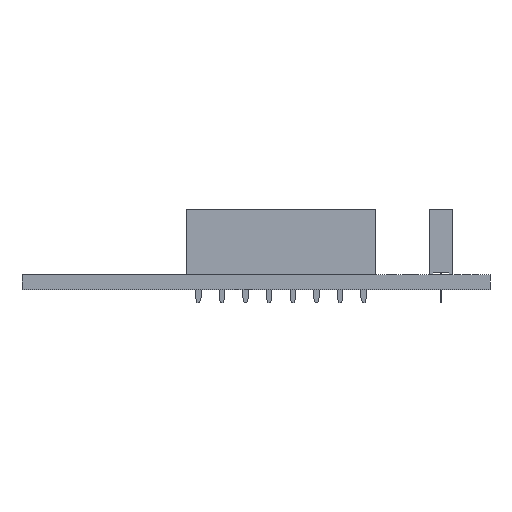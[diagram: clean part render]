
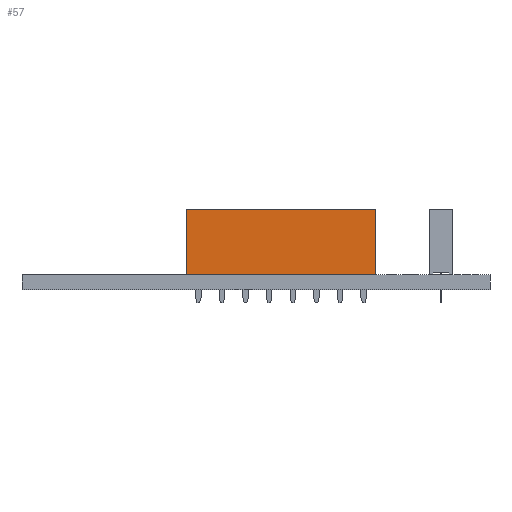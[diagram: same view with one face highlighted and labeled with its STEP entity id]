
A CAD part, left-side view. The second image highlights one B-rep face of the part: STEP entity #57.
In plain terms, the highlighted free-form (B-spline) face has degree [1, 1] with [2, 2] control points.
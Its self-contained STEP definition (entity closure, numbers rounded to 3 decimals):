
#57 = ADVANCED_FACE('',(#58),#71,.F.);
#58 = FACE_BOUND('',#59,.F.);
#59 = EDGE_LOOP('',(#60,#92,#117,#142));
#60 = ORIENTED_EDGE('',*,*,#61,.T.);
#61 = EDGE_CURVE('',#62,#64,#66,.T.);
#62 = VERTEX_POINT('',#63);
#63 = CARTESIAN_POINT('',(1.27,-19.05,0.));
#64 = VERTEX_POINT('',#65);
#65 = CARTESIAN_POINT('',(1.27,-19.05,7.));
#66 = SURFACE_CURVE('',#67,(#70,#81),.PCURVE_S1.);
#67 = B_SPLINE_CURVE_WITH_KNOTS('',1,(#68,#69),.UNSPECIFIED.,.F.,.F.,(2,
    2),(0.,7.),.PIECEWISE_BEZIER_KNOTS.);
#68 = CARTESIAN_POINT('',(1.27,-19.05,0.));
#69 = CARTESIAN_POINT('',(1.27,-19.05,7.));
#70 = PCURVE('',#71,#76);
#71 = B_SPLINE_SURFACE_WITH_KNOTS('',1,1,(
    (#72,#73)
    ,(#74,#75
    )),.UNSPECIFIED.,.F.,.F.,.F.,(2,2),(2,2),(0.,20.32),(-7.,0.),
  .PIECEWISE_BEZIER_KNOTS.);
#72 = CARTESIAN_POINT('',(1.27,-19.05,7.));
#73 = CARTESIAN_POINT('',(1.27,-19.05,0.));
#74 = CARTESIAN_POINT('',(1.27,1.27,7.));
#75 = CARTESIAN_POINT('',(1.27,1.27,0.));
#76 = DEFINITIONAL_REPRESENTATION('',(#77),#80);
#77 = B_SPLINE_CURVE_WITH_KNOTS('',1,(#78,#79),.UNSPECIFIED.,.F.,.F.,(2,
    2),(0.,7.),.PIECEWISE_BEZIER_KNOTS.);
#78 = CARTESIAN_POINT('',(0.,0.));
#79 = CARTESIAN_POINT('',(0.,-7.));
#80 = ( GEOMETRIC_REPRESENTATION_CONTEXT(2) 
PARAMETRIC_REPRESENTATION_CONTEXT() REPRESENTATION_CONTEXT('2D SPACE',''
  ) );
#81 = PCURVE('',#82,#87);
#82 = B_SPLINE_SURFACE_WITH_KNOTS('',1,1,(
    (#83,#84)
    ,(#85,#86
  )),.UNSPECIFIED.,.F.,.F.,.F.,(2,2),(2,2),(0.,2.54),(-7.,0.),
  .PIECEWISE_BEZIER_KNOTS.);
#83 = CARTESIAN_POINT('',(-1.27,-19.05,7.));
#84 = CARTESIAN_POINT('',(-1.27,-19.05,0.));
#85 = CARTESIAN_POINT('',(1.27,-19.05,7.));
#86 = CARTESIAN_POINT('',(1.27,-19.05,0.));
#87 = DEFINITIONAL_REPRESENTATION('',(#88),#91);
#88 = B_SPLINE_CURVE_WITH_KNOTS('',1,(#89,#90),.UNSPECIFIED.,.F.,.F.,(2,
    2),(0.,7.),.PIECEWISE_BEZIER_KNOTS.);
#89 = CARTESIAN_POINT('',(2.54,0.));
#90 = CARTESIAN_POINT('',(2.54,-7.));
#91 = ( GEOMETRIC_REPRESENTATION_CONTEXT(2) 
PARAMETRIC_REPRESENTATION_CONTEXT() REPRESENTATION_CONTEXT('2D SPACE',''
  ) );
#92 = ORIENTED_EDGE('',*,*,#93,.T.);
#93 = EDGE_CURVE('',#64,#94,#96,.T.);
#94 = VERTEX_POINT('',#95);
#95 = CARTESIAN_POINT('',(1.27,1.27,7.));
#96 = SURFACE_CURVE('',#97,(#100,#106),.PCURVE_S1.);
#97 = B_SPLINE_CURVE_WITH_KNOTS('',1,(#98,#99),.UNSPECIFIED.,.F.,.F.,(2,
    2),(0.,20.32),.PIECEWISE_BEZIER_KNOTS.);
#98 = CARTESIAN_POINT('',(1.27,-19.05,7.));
#99 = CARTESIAN_POINT('',(1.27,1.27,7.));
#100 = PCURVE('',#71,#101);
#101 = DEFINITIONAL_REPRESENTATION('',(#102),#105);
#102 = B_SPLINE_CURVE_WITH_KNOTS('',1,(#103,#104),.UNSPECIFIED.,.F.,.F.,
  (2,2),(0.,20.32),.PIECEWISE_BEZIER_KNOTS.);
#103 = CARTESIAN_POINT('',(0.,-7.));
#104 = CARTESIAN_POINT('',(20.32,-7.));
#105 = ( GEOMETRIC_REPRESENTATION_CONTEXT(2) 
PARAMETRIC_REPRESENTATION_CONTEXT() REPRESENTATION_CONTEXT('2D SPACE',''
  ) );
#106 = PCURVE('',#107,#112);
#107 = B_SPLINE_SURFACE_WITH_KNOTS('',1,1,(
    (#108,#109)
    ,(#110,#111)),.UNSPECIFIED.,.F.,.F.,.F.,(2,2),(2,2),(-20.32,0.),(
    0.,2.54),.PIECEWISE_BEZIER_KNOTS.);
#108 = CARTESIAN_POINT('',(1.27,1.27,7.));
#109 = CARTESIAN_POINT('',(-1.27,1.27,7.));
#110 = CARTESIAN_POINT('',(1.27,-19.05,7.));
#111 = CARTESIAN_POINT('',(-1.27,-19.05,7.));
#112 = DEFINITIONAL_REPRESENTATION('',(#113),#116);
#113 = B_SPLINE_CURVE_WITH_KNOTS('',1,(#114,#115),.UNSPECIFIED.,.F.,.F.,
  (2,2),(0.,20.32),.PIECEWISE_BEZIER_KNOTS.);
#114 = CARTESIAN_POINT('',(0.,0.));
#115 = CARTESIAN_POINT('',(-20.32,0.));
#116 = ( GEOMETRIC_REPRESENTATION_CONTEXT(2) 
PARAMETRIC_REPRESENTATION_CONTEXT() REPRESENTATION_CONTEXT('2D SPACE',''
  ) );
#117 = ORIENTED_EDGE('',*,*,#118,.F.);
#118 = EDGE_CURVE('',#119,#94,#121,.T.);
#119 = VERTEX_POINT('',#120);
#120 = CARTESIAN_POINT('',(1.27,1.27,0.));
#121 = SURFACE_CURVE('',#122,(#125,#131),.PCURVE_S1.);
#122 = B_SPLINE_CURVE_WITH_KNOTS('',1,(#123,#124),.UNSPECIFIED.,.F.,.F.,
  (2,2),(0.,7.),.PIECEWISE_BEZIER_KNOTS.);
#123 = CARTESIAN_POINT('',(1.27,1.27,0.));
#124 = CARTESIAN_POINT('',(1.27,1.27,7.));
#125 = PCURVE('',#71,#126);
#126 = DEFINITIONAL_REPRESENTATION('',(#127),#130);
#127 = B_SPLINE_CURVE_WITH_KNOTS('',1,(#128,#129),.UNSPECIFIED.,.F.,.F.,
  (2,2),(0.,7.),.PIECEWISE_BEZIER_KNOTS.);
#128 = CARTESIAN_POINT('',(20.32,0.));
#129 = CARTESIAN_POINT('',(20.32,-7.));
#130 = ( GEOMETRIC_REPRESENTATION_CONTEXT(2) 
PARAMETRIC_REPRESENTATION_CONTEXT() REPRESENTATION_CONTEXT('2D SPACE',''
  ) );
#131 = PCURVE('',#132,#137);
#132 = B_SPLINE_SURFACE_WITH_KNOTS('',1,1,(
    (#133,#134)
    ,(#135,#136
    )),.UNSPECIFIED.,.F.,.F.,.F.,(2,2),(2,2),(0.,2.54),(-7.,0.),
  .PIECEWISE_BEZIER_KNOTS.);
#133 = CARTESIAN_POINT('',(1.27,1.27,7.));
#134 = CARTESIAN_POINT('',(1.27,1.27,0.));
#135 = CARTESIAN_POINT('',(-1.27,1.27,7.));
#136 = CARTESIAN_POINT('',(-1.27,1.27,0.));
#137 = DEFINITIONAL_REPRESENTATION('',(#138),#141);
#138 = B_SPLINE_CURVE_WITH_KNOTS('',1,(#139,#140),.UNSPECIFIED.,.F.,.F.,
  (2,2),(0.,7.),.PIECEWISE_BEZIER_KNOTS.);
#139 = CARTESIAN_POINT('',(0.,0.));
#140 = CARTESIAN_POINT('',(0.,-7.));
#141 = ( GEOMETRIC_REPRESENTATION_CONTEXT(2) 
PARAMETRIC_REPRESENTATION_CONTEXT() REPRESENTATION_CONTEXT('2D SPACE',''
  ) );
#142 = ORIENTED_EDGE('',*,*,#143,.F.);
#143 = EDGE_CURVE('',#62,#119,#144,.T.);
#144 = SURFACE_CURVE('',#145,(#148,#154),.PCURVE_S1.);
#145 = B_SPLINE_CURVE_WITH_KNOTS('',1,(#146,#147),.UNSPECIFIED.,.F.,.F.,
  (2,2),(0.,20.32),.PIECEWISE_BEZIER_KNOTS.);
#146 = CARTESIAN_POINT('',(1.27,-19.05,0.));
#147 = CARTESIAN_POINT('',(1.27,1.27,0.));
#148 = PCURVE('',#71,#149);
#149 = DEFINITIONAL_REPRESENTATION('',(#150),#153);
#150 = B_SPLINE_CURVE_WITH_KNOTS('',1,(#151,#152),.UNSPECIFIED.,.F.,.F.,
  (2,2),(0.,20.32),.PIECEWISE_BEZIER_KNOTS.);
#151 = CARTESIAN_POINT('',(0.,0.));
#152 = CARTESIAN_POINT('',(20.32,0.));
#153 = ( GEOMETRIC_REPRESENTATION_CONTEXT(2) 
PARAMETRIC_REPRESENTATION_CONTEXT() REPRESENTATION_CONTEXT('2D SPACE',''
  ) );
#154 = PCURVE('',#155,#160);
#155 = B_SPLINE_SURFACE_WITH_KNOTS('',1,1,(
    (#156,#157)
    ,(#158,#159)),.UNSPECIFIED.,.F.,.F.,.F.,(2,2),(2,2),(-20.32,0.),(
    0.,0.423),.PIECEWISE_BEZIER_KNOTS.);
#156 = CARTESIAN_POINT('',(1.27,1.27,0.));
#157 = CARTESIAN_POINT('',(0.847,1.27,0.));
#158 = CARTESIAN_POINT('',(1.27,-19.05,0.));
#159 = CARTESIAN_POINT('',(0.847,-19.05,0.));
#160 = DEFINITIONAL_REPRESENTATION('',(#161),#164);
#161 = B_SPLINE_CURVE_WITH_KNOTS('',1,(#162,#163),.UNSPECIFIED.,.F.,.F.,
  (2,2),(0.,20.32),.PIECEWISE_BEZIER_KNOTS.);
#162 = CARTESIAN_POINT('',(0.,0.));
#163 = CARTESIAN_POINT('',(-20.32,0.));
#164 = ( GEOMETRIC_REPRESENTATION_CONTEXT(2) 
PARAMETRIC_REPRESENTATION_CONTEXT() REPRESENTATION_CONTEXT('2D SPACE',''
  ) );
